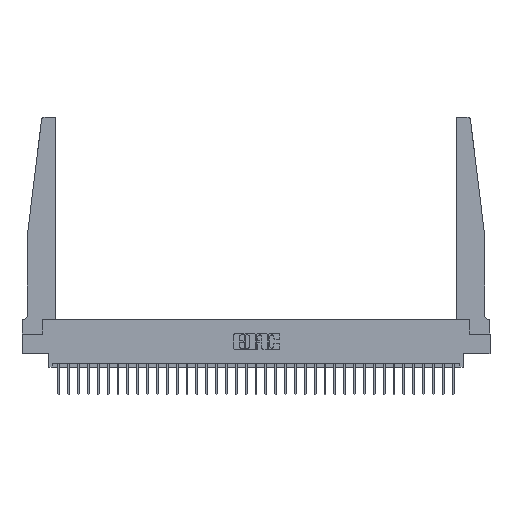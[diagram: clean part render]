
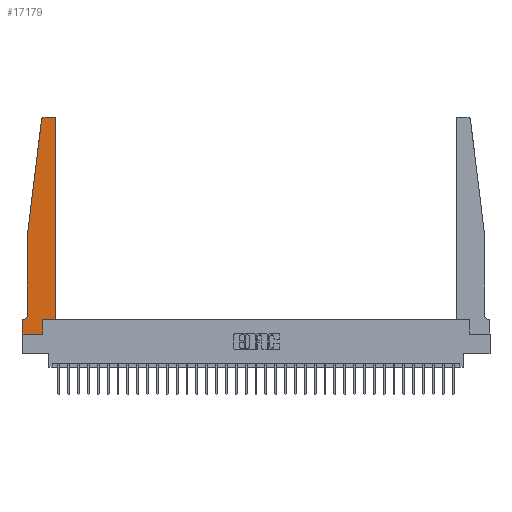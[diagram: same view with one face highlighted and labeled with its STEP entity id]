
A CAD part, top view. The second image highlights one B-rep face of the part: STEP entity #17179.
In plain terms, the highlighted planar face has unit normal (0, 0, 1).
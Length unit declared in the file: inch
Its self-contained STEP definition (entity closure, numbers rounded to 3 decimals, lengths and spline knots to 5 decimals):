
#467 = DIRECTION ( 'NONE',  ( 0., -1., 0. ) ) ;
#496 = LINE ( 'NONE', #22729, #27270 ) ;
#622 = CARTESIAN_POINT ( 'NONE',  ( 0.065, 1.25, 0.37 ) ) ;
#642 = LINE ( 'NONE', #17980, #3929 ) ;
#903 = DIRECTION ( 'NONE',  ( 1., 0., 0. ) ) ;
#1276 = DIRECTION ( 'NONE',  ( 0., 0., -1. ) ) ;
#1511 = ORIENTED_EDGE ( 'NONE', *, *, #23512, .T. ) ;
#1590 = CARTESIAN_POINT ( 'NONE',  ( 0.395, 2.75, 0.37 ) ) ;
#1816 = CARTESIAN_POINT ( 'NONE',  ( 0., 0.1875, 0.37 ) ) ;
#2195 = VECTOR ( 'NONE', #903, 39.37008 ) ;
#3663 = FACE_OUTER_BOUND ( 'NONE', #18828, .T. ) ;
#3929 = VECTOR ( 'NONE', #10121, 39.37008 ) ;
#4080 = ORIENTED_EDGE ( 'NONE', *, *, #15793, .T. ) ;
#4566 = LINE ( 'NONE', #31992, #16502 ) ;
#4871 = AXIS2_PLACEMENT_3D ( 'NONE', #23496, #1276, #8617 ) ;
#5318 = AXIS2_PLACEMENT_3D ( 'NONE', #25367, #7865, #18335 ) ;
#5485 = CARTESIAN_POINT ( 'NONE',  ( 0.24675, 2.72367, 0.37 ) ) ;
#5745 = VECTOR ( 'NONE', #467, 39.37008 ) ;
#5867 = DIRECTION ( 'NONE',  ( 0., 0., 1. ) ) ;
#6025 = DIRECTION ( 'NONE',  ( 0., 1., 0. ) ) ;
#6729 = ORIENTED_EDGE ( 'NONE', *, *, #9126, .T. ) ;
#7561 = VERTEX_POINT ( 'NONE', #9130 ) ;
#7640 = ORIENTED_EDGE ( 'NONE', *, *, #16114, .T. ) ;
#7865 = DIRECTION ( 'NONE',  ( 0., 0., 1. ) ) ;
#8011 = ORIENTED_EDGE ( 'NONE', *, *, #31749, .T. ) ;
#8460 = CARTESIAN_POINT ( 'NONE',  ( 0.2605, 0.18, 0.37 ) ) ;
#8617 = DIRECTION ( 'NONE',  ( -1., 0., 0. ) ) ;
#8800 = CARTESIAN_POINT ( 'NONE',  ( 0., 0., 0.37 ) ) ;
#9126 = EDGE_CURVE ( 'NONE', #14137, #18959, #20094, .T. ) ;
#9130 = CARTESIAN_POINT ( 'NONE',  ( 0.2605, 0., 0.37 ) ) ;
#9313 = CIRCLE ( 'NONE', #27583, 0.03 ) ;
#10121 = DIRECTION ( 'NONE',  ( -1., 0., 0. ) ) ;
#10244 = ORIENTED_EDGE ( 'NONE', *, *, #16462, .T. ) ;
#10455 = CARTESIAN_POINT ( 'NONE',  ( 0.015, 0.1875, 0.37 ) ) ;
#10847 = CARTESIAN_POINT ( 'NONE',  ( 0.425, 0.18, 0.37 ) ) ;
#12887 = LINE ( 'NONE', #622, #5745 ) ;
#12990 = LINE ( 'NONE', #23291, #2195 ) ;
#13037 = CARTESIAN_POINT ( 'NONE',  ( 0.27653, 2.75, 0.37 ) ) ;
#13779 = VECTOR ( 'NONE', #6025, 39.37008 ) ;
#14137 = VERTEX_POINT ( 'NONE', #29277 ) ;
#14323 = EDGE_CURVE ( 'NONE', #31862, #24289, #9313, .T. ) ;
#14411 = EDGE_CURVE ( 'NONE', #14502, #26503, #23860, .T. ) ;
#14502 = VERTEX_POINT ( 'NONE', #5485 ) ;
#14928 = CARTESIAN_POINT ( 'NONE',  ( 0.2605, 0.18, 0.37 ) ) ;
#15793 = EDGE_CURVE ( 'NONE', #27297, #31862, #18531, .T. ) ;
#15830 = DIRECTION ( 'NONE',  ( 1., 0., 0. ) ) ;
#16114 = EDGE_CURVE ( 'NONE', #26503, #14137, #12887, .T. ) ;
#16462 = EDGE_CURVE ( 'NONE', #19058, #23697, #29546, .T. ) ;
#16502 = VECTOR ( 'NONE', #22043, 39.37008 ) ;
#17178 = ORIENTED_EDGE ( 'NONE', *, *, #14411, .T. ) ;
#17179 = ADVANCED_FACE ( 'NONE', ( #3663 ), #21142, .T. ) ;
#17259 = AXIS2_PLACEMENT_3D ( 'NONE', #25708, #18362, #18536 ) ;
#17808 = CARTESIAN_POINT ( 'NONE',  ( 0.395, 2.72, 0.37 ) ) ;
#17980 = CARTESIAN_POINT ( 'NONE',  ( 0.065, 0.1875, 0.37 ) ) ;
#18278 = VECTOR ( 'NONE', #29070, 39.37008 ) ;
#18335 = DIRECTION ( 'NONE',  ( 1., 0., 0. ) ) ;
#18355 = DIRECTION ( 'NONE',  ( 0., 1., 0. ) ) ;
#18362 = DIRECTION ( 'NONE',  ( 0., 0., 1. ) ) ;
#18531 = LINE ( 'NONE', #20320, #24009 ) ;
#18536 = DIRECTION ( 'NONE',  ( 1., 0., 0. ) ) ;
#18828 = EDGE_LOOP ( 'NONE', ( #24308, #19948, #17178, #7640, #6729, #1511, #10244, #26556, #8011, #24702, #4080, #21695 ) ) ;
#18959 = VERTEX_POINT ( 'NONE', #10455 ) ;
#19058 = VERTEX_POINT ( 'NONE', #1816 ) ;
#19091 = CARTESIAN_POINT ( 'NONE',  ( 0., 0., 0.37 ) ) ;
#19116 = CARTESIAN_POINT ( 'NONE',  ( 0.065, 1.25, 0.37 ) ) ;
#19913 = CARTESIAN_POINT ( 'NONE',  ( 0.425, 2.72, 0.37 ) ) ;
#19948 = ORIENTED_EDGE ( 'NONE', *, *, #27503, .T. ) ;
#20094 = CIRCLE ( 'NONE', #4871, 0.05 ) ;
#20118 = DIRECTION ( 'NONE',  ( 1., 0., 0. ) ) ;
#20121 = VERTEX_POINT ( 'NONE', #14928 ) ;
#20320 = CARTESIAN_POINT ( 'NONE',  ( 0.425, 0.18, 0.37 ) ) ;
#21142 = PLANE ( 'NONE',  #17259 ) ;
#21695 = ORIENTED_EDGE ( 'NONE', *, *, #14323, .T. ) ;
#22043 = DIRECTION ( 'NONE',  ( -1., 0., 0. ) ) ;
#22729 = CARTESIAN_POINT ( 'NONE',  ( 0., 0., 0.37 ) ) ;
#23291 = CARTESIAN_POINT ( 'NONE',  ( 0.425, 0.18, 0.37 ) ) ;
#23496 = CARTESIAN_POINT ( 'NONE',  ( 0.015, 0.2375, 0.37 ) ) ;
#23512 = EDGE_CURVE ( 'NONE', #18959, #19058, #642, .T. ) ;
#23592 = CIRCLE ( 'NONE', #5318, 0.03 ) ;
#23697 = VERTEX_POINT ( 'NONE', #8800 ) ;
#23860 = LINE ( 'NONE', #31680, #30198 ) ;
#24009 = VECTOR ( 'NONE', #18355, 39.37008 ) ;
#24289 = VERTEX_POINT ( 'NONE', #1590 ) ;
#24308 = ORIENTED_EDGE ( 'NONE', *, *, #26553, .T. ) ;
#24702 = ORIENTED_EDGE ( 'NONE', *, *, #28885, .T. ) ;
#25367 = CARTESIAN_POINT ( 'NONE',  ( 0.27653, 2.72, 0.37 ) ) ;
#25708 = CARTESIAN_POINT ( 'NONE',  ( 0., 0.1875, 0.37 ) ) ;
#26503 = VERTEX_POINT ( 'NONE', #19116 ) ;
#26553 = EDGE_CURVE ( 'NONE', #24289, #31984, #4566, .T. ) ;
#26556 = ORIENTED_EDGE ( 'NONE', *, *, #28010, .T. ) ;
#27270 = VECTOR ( 'NONE', #20118, 39.37008 ) ;
#27297 = VERTEX_POINT ( 'NONE', #10847 ) ;
#27503 = EDGE_CURVE ( 'NONE', #31984, #14502, #23592, .T. ) ;
#27583 = AXIS2_PLACEMENT_3D ( 'NONE', #17808, #5867, #15830 ) ;
#28010 = EDGE_CURVE ( 'NONE', #23697, #7561, #496, .T. ) ;
#28581 = LINE ( 'NONE', #8460, #13779 ) ;
#28594 = DIRECTION ( 'NONE',  ( -0.122, -0.992, 0. ) ) ;
#28885 = EDGE_CURVE ( 'NONE', #20121, #27297, #12990, .T. ) ;
#29070 = DIRECTION ( 'NONE',  ( 0., -1., 0. ) ) ;
#29277 = CARTESIAN_POINT ( 'NONE',  ( 0.065, 0.2375, 0.37 ) ) ;
#29546 = LINE ( 'NONE', #19091, #18278 ) ;
#30198 = VECTOR ( 'NONE', #28594, 39.37008 ) ;
#31680 = CARTESIAN_POINT ( 'NONE',  ( 0.065, 1.25, 0.37 ) ) ;
#31749 = EDGE_CURVE ( 'NONE', #7561, #20121, #28581, .T. ) ;
#31862 = VERTEX_POINT ( 'NONE', #19913 ) ;
#31984 = VERTEX_POINT ( 'NONE', #13037 ) ;
#31992 = CARTESIAN_POINT ( 'NONE',  ( 0.25, 2.75, 0.37 ) ) ;
